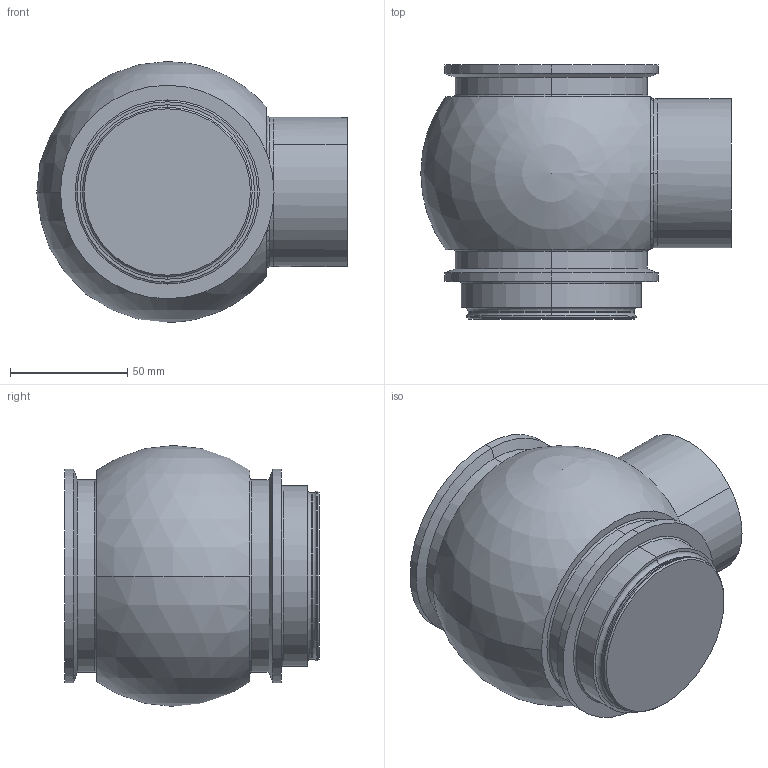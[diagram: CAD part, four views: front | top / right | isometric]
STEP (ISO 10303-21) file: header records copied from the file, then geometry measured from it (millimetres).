
FILE_DESCRIPTION (( 'STEP AP214' ), '1' );
FILE_NAME ('102147.STEP', '2017-11-02T20:41:11', ( '' ), ( '' ), 'SwSTEP 2.0', 'SolidWorks 2014', '' );
FILE_SCHEMA (( 'AUTOMOTIVE_DESIGN' ));
Length unit declared in the file: inch
Products named in the file (1): 102147
Bounding box: 132.13 x 108.15 x 111.1 mm (x, y, z)
Volume: 864061 mm3; surface area: 56398.6 mm2
Topology: 1 solids, 1 shells, 47 faces, 105 edges, 62 vertices
Faces by surface type: cylinder 18, torus 12, plane 9, cone 6, sphere 2
Entity records: 1336 total; most frequent: DIRECTION 262, CARTESIAN_POINT 235, ORIENTED_EDGE 198, AXIS2_PLACEMENT_3D 117, EDGE_CURVE 99, CIRCLE 69, VERTEX_POINT 58, EDGE_LOOP 51
